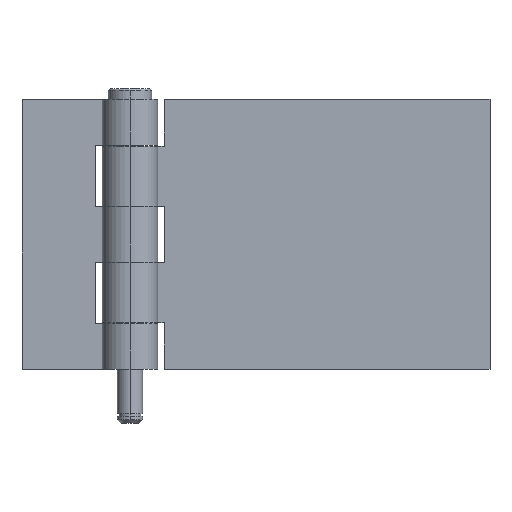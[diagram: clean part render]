
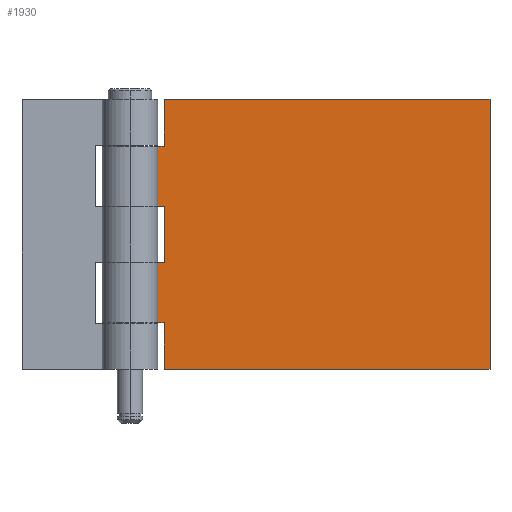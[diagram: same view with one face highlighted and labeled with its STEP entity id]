
A CAD part, top view. The second image highlights one B-rep face of the part: STEP entity #1930.
In plain terms, the highlighted face is planar.
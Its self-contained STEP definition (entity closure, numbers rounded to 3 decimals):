
#235 = LINE ( 'NONE', #276, #329 ) ;
#276 = CARTESIAN_POINT ( 'NONE',  ( 100., 13., 3.75 ) ) ;
#323 = DIRECTION ( 'NONE',  ( -1., 0., 0. ) ) ;
#329 = VECTOR ( 'NONE', #323, 1000. ) ;
#462 = LINE ( 'NONE', #513, #512 ) ;
#465 = LINE ( 'NONE', #499, #498 ) ;
#483 = CARTESIAN_POINT ( 'NONE',  ( 6.782, 45.3, 3.75 ) ) ;
#496 = CARTESIAN_POINT ( 'NONE',  ( 9.5, 45.3, 3.75 ) ) ;
#497 = DIRECTION ( 'NONE',  ( -1., 0., 0. ) ) ;
#498 = VECTOR ( 'NONE', #497, 1000. ) ;
#499 = CARTESIAN_POINT ( 'NONE',  ( 100., 45.3, 3.75 ) ) ;
#503 = DIRECTION ( 'NONE',  ( 0., 1., 0. ) ) ;
#504 = VECTOR ( 'NONE', #503, 1000. ) ;
#505 = CARTESIAN_POINT ( 'NONE',  ( 9.5, 75., 3.75 ) ) ;
#506 = LINE ( 'NONE', #505, #504 ) ;
#510 = CARTESIAN_POINT ( 'NONE',  ( 9.5, 62., 3.75 ) ) ;
#511 = DIRECTION ( 'NONE',  ( 1., 0., 0. ) ) ;
#512 = VECTOR ( 'NONE', #511, 1000. ) ;
#513 = CARTESIAN_POINT ( 'NONE',  ( 100., 62., 3.75 ) ) ;
#520 = DIRECTION ( 'NONE',  ( 0., -1., 0. ) ) ;
#521 = VECTOR ( 'NONE', #520, 1000. ) ;
#522 = CARTESIAN_POINT ( 'NONE',  ( 100., 75., 3.75 ) ) ;
#523 = LINE ( 'NONE', #522, #521 ) ;
#549 = VECTOR ( 'NONE', #642, 1000. ) ;
#578 = CARTESIAN_POINT ( 'NONE',  ( 100., 75., 3.75 ) ) ;
#579 = AXIS2_PLACEMENT_3D ( 'NONE', #578, #659, #658 ) ;
#580 = CARTESIAN_POINT ( 'NONE',  ( 9.5, 0., 3.75 ) ) ;
#592 = DIRECTION ( 'NONE',  ( 0., -1., 0. ) ) ;
#593 = VECTOR ( 'NONE', #592, 1000. ) ;
#606 = CARTESIAN_POINT ( 'NONE',  ( 9.5, 75., 3.75 ) ) ;
#613 = CARTESIAN_POINT ( 'NONE',  ( 100., 75., 3.75 ) ) ;
#622 = DIRECTION ( 'NONE',  ( 0., 1., 0. ) ) ;
#625 = CARTESIAN_POINT ( 'NONE',  ( 9.5, 29.7, 3.75 ) ) ;
#627 = CARTESIAN_POINT ( 'NONE',  ( 6.782, 75., 3.75 ) ) ;
#628 = LINE ( 'NONE', #627, #549 ) ;
#633 = CARTESIAN_POINT ( 'NONE',  ( 6.782, 75., 3.75 ) ) ;
#634 = LINE ( 'NONE', #633, #593 ) ;
#635 = CARTESIAN_POINT ( 'NONE',  ( 6.782, 62., 3.75 ) ) ;
#642 = DIRECTION ( 'NONE',  ( 0., -1., 0. ) ) ;
#643 = FACE_OUTER_BOUND ( 'NONE', #1923, .T. ) ;
#644 = PLANE ( 'NONE',  #579 ) ;
#654 = VECTOR ( 'NONE', #622, 1000. ) ;
#655 = CARTESIAN_POINT ( 'NONE',  ( 9.5, 75., 3.75 ) ) ;
#656 = LINE ( 'NONE', #655, #654 ) ;
#657 = CARTESIAN_POINT ( 'NONE',  ( 9.5, 13., 3.75 ) ) ;
#658 = DIRECTION ( 'NONE',  ( 1., 0., 0. ) ) ;
#659 = DIRECTION ( 'NONE',  ( 0., 0., 1. ) ) ;
#665 = DIRECTION ( 'NONE',  ( -1., 0., 0. ) ) ;
#666 = VECTOR ( 'NONE', #665, 1000. ) ;
#667 = CARTESIAN_POINT ( 'NONE',  ( 100., 75., 3.75 ) ) ;
#668 = LINE ( 'NONE', #667, #666 ) ;
#691 = DIRECTION ( 'NONE',  ( -1., 0., 0. ) ) ;
#692 = VECTOR ( 'NONE', #691, 1000. ) ;
#693 = CARTESIAN_POINT ( 'NONE',  ( 100., 0., 3.75 ) ) ;
#711 = CARTESIAN_POINT ( 'NONE',  ( 6.782, 29.7, 3.75 ) ) ;
#712 = LINE ( 'NONE', #693, #692 ) ;
#718 = CARTESIAN_POINT ( 'NONE',  ( 100., 0., 3.75 ) ) ;
#734 = CARTESIAN_POINT ( 'NONE',  ( 6.782, 13., 3.75 ) ) ;
#744 = VECTOR ( 'NONE', #754, 1000. ) ;
#746 = DIRECTION ( 'NONE',  ( 1., 0., 0. ) ) ;
#747 = CARTESIAN_POINT ( 'NONE',  ( 9.5, 75., 3.75 ) ) ;
#754 = DIRECTION ( 'NONE',  ( 0., 1., 0. ) ) ;
#765 = VECTOR ( 'NONE', #746, 1000. ) ;
#785 = LINE ( 'NONE', #747, #744 ) ;
#803 = CARTESIAN_POINT ( 'NONE',  ( 100., 29.7, 3.75 ) ) ;
#804 = LINE ( 'NONE', #803, #765 ) ;
#1872 = VERTEX_POINT ( 'NONE', #483 ) ;
#1883 = EDGE_CURVE ( 'NONE', #1966, #1884, #462, .T. ) ;
#1884 = VERTEX_POINT ( 'NONE', #510 ) ;
#1885 = ORIENTED_EDGE ( 'NONE', *, *, #1883, .T. ) ;
#1886 = ORIENTED_EDGE ( 'NONE', *, *, #1968, .F. ) ;
#1887 = EDGE_CURVE ( 'NONE', #1890, #1872, #465, .T. ) ;
#1890 = VERTEX_POINT ( 'NONE', #496 ) ;
#1893 = ORIENTED_EDGE ( 'NONE', *, *, #1894, .T. ) ;
#1894 = EDGE_CURVE ( 'NONE', #1924, #1890, #506, .T. ) ;
#1900 = ORIENTED_EDGE ( 'NONE', *, *, #1887, .T. ) ;
#1913 = EDGE_CURVE ( 'NONE', #1979, #2014, #523, .T. ) ;
#1918 = ORIENTED_EDGE ( 'NONE', *, *, #1919, .T. ) ;
#1919 = EDGE_CURVE ( 'NONE', #1932, #2052, #235, .T. ) ;
#1923 = EDGE_LOOP ( 'NONE', ( #1893, #1900, #1886, #1885, #2028, #2029, #1936, #1933, #1934, #1918, #2031, #2032 ) ) ;
#1924 = VERTEX_POINT ( 'NONE', #625 ) ;
#1927 = EDGE_CURVE ( 'NONE', #2011, #2052, #628, .T. ) ;
#1930 = ADVANCED_FACE ( 'NONE', ( #643 ), #644, .F. ) ;
#1932 = VERTEX_POINT ( 'NONE', #657 ) ;
#1933 = ORIENTED_EDGE ( 'NONE', *, *, #2012, .T. ) ;
#1934 = ORIENTED_EDGE ( 'NONE', *, *, #1935, .T. ) ;
#1935 = EDGE_CURVE ( 'NONE', #1974, #1932, #656, .T. ) ;
#1936 = ORIENTED_EDGE ( 'NONE', *, *, #1913, .T. ) ;
#1966 = VERTEX_POINT ( 'NONE', #635 ) ;
#1968 = EDGE_CURVE ( 'NONE', #1966, #1872, #634, .T. ) ;
#1974 = VERTEX_POINT ( 'NONE', #580 ) ;
#1979 = VERTEX_POINT ( 'NONE', #613 ) ;
#1984 = VERTEX_POINT ( 'NONE', #606 ) ;
#2011 = VERTEX_POINT ( 'NONE', #711 ) ;
#2012 = EDGE_CURVE ( 'NONE', #2014, #1974, #712, .T. ) ;
#2014 = VERTEX_POINT ( 'NONE', #718 ) ;
#2018 = EDGE_CURVE ( 'NONE', #1979, #1984, #668, .T. ) ;
#2026 = EDGE_CURVE ( 'NONE', #1884, #1984, #785, .T. ) ;
#2028 = ORIENTED_EDGE ( 'NONE', *, *, #2026, .T. ) ;
#2029 = ORIENTED_EDGE ( 'NONE', *, *, #2018, .F. ) ;
#2031 = ORIENTED_EDGE ( 'NONE', *, *, #1927, .F. ) ;
#2032 = ORIENTED_EDGE ( 'NONE', *, *, #2033, .T. ) ;
#2033 = EDGE_CURVE ( 'NONE', #2011, #1924, #804, .T. ) ;
#2052 = VERTEX_POINT ( 'NONE', #734 ) ;
